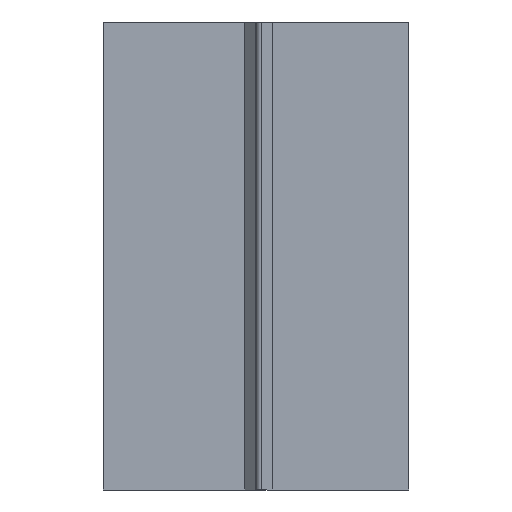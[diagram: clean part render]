
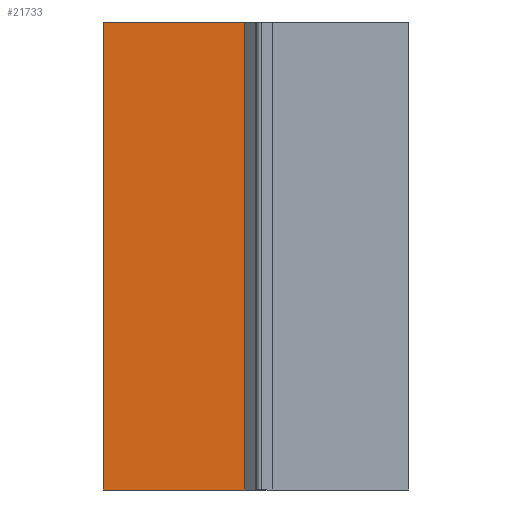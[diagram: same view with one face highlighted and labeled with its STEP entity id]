
A CAD part, front view. The second image highlights one B-rep face of the part: STEP entity #21733.
In plain terms, the highlighted planar face has unit normal (0, -1, 0).
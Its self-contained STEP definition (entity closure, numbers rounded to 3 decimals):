
#212 = VECTOR ( 'NONE', #8090, 1000. ) ;
#260 = PLANE ( 'NONE',  #7113 ) ;
#1388 = VECTOR ( 'NONE', #14422, 1000. ) ;
#2138 = EDGE_CURVE ( 'NONE', #21223, #16882, #5164, .T. ) ;
#3788 = EDGE_CURVE ( 'NONE', #10270, #21223, #10422, .T. ) ;
#5164 = LINE ( 'NONE', #20690, #18614 ) ;
#5382 = DIRECTION ( 'NONE',  ( 0., 1., 0. ) ) ;
#5601 = CARTESIAN_POINT ( 'NONE',  ( -15.245, 45.761, 2.3 ) ) ;
#5627 = CARTESIAN_POINT ( 'NONE',  ( -6.945, 45.761, -25.16 ) ) ;
#5912 = LINE ( 'NONE', #12764, #1388 ) ;
#6008 = CARTESIAN_POINT ( 'NONE',  ( -9.145, 45.761, 2.3 ) ) ;
#6913 = FACE_OUTER_BOUND ( 'NONE', #13451, .T. ) ;
#7113 = AXIS2_PLACEMENT_3D ( 'NONE', #15482, #5382, #17164 ) ;
#7907 = ORIENTED_EDGE ( 'NONE', *, *, #15978, .F. ) ;
#8090 = DIRECTION ( 'NONE',  ( 0., 0., 1. ) ) ;
#9049 = CARTESIAN_POINT ( 'NONE',  ( -6.945, 45.761, 2.3 ) ) ;
#10270 = VERTEX_POINT ( 'NONE', #5601 ) ;
#10422 = LINE ( 'NONE', #6008, #14870 ) ;
#10613 = VERTEX_POINT ( 'NONE', #11222 ) ;
#10662 = ORIENTED_EDGE ( 'NONE', *, *, #3788, .F. ) ;
#10689 = EDGE_CURVE ( 'NONE', #10613, #10270, #13215, .T. ) ;
#11222 = CARTESIAN_POINT ( 'NONE',  ( -15.245, 45.761, -25.16 ) ) ;
#11528 = ORIENTED_EDGE ( 'NONE', *, *, #2138, .F. ) ;
#12340 = DIRECTION ( 'NONE',  ( 0., 0., -1. ) ) ;
#12764 = CARTESIAN_POINT ( 'NONE',  ( -9.145, 45.761, -25.16 ) ) ;
#13215 = LINE ( 'NONE', #16488, #212 ) ;
#13451 = EDGE_LOOP ( 'NONE', ( #10662, #14044, #7907, #11528 ) ) ;
#14044 = ORIENTED_EDGE ( 'NONE', *, *, #10689, .F. ) ;
#14422 = DIRECTION ( 'NONE',  ( -1., 0., 0. ) ) ;
#14870 = VECTOR ( 'NONE', #17790, 1000. ) ;
#15482 = CARTESIAN_POINT ( 'NONE',  ( -9.145, 45.761, -15.24 ) ) ;
#15978 = EDGE_CURVE ( 'NONE', #16882, #10613, #5912, .T. ) ;
#16488 = CARTESIAN_POINT ( 'NONE',  ( -15.245, 45.761, 0. ) ) ;
#16882 = VERTEX_POINT ( 'NONE', #5627 ) ;
#17164 = DIRECTION ( 'NONE',  ( -1., 0., 0. ) ) ;
#17790 = DIRECTION ( 'NONE',  ( 1., 0., 0. ) ) ;
#18614 = VECTOR ( 'NONE', #12340, 1000. ) ;
#20690 = CARTESIAN_POINT ( 'NONE',  ( -6.945, 45.761, -15.24 ) ) ;
#21223 = VERTEX_POINT ( 'NONE', #9049 ) ;
#21733 = ADVANCED_FACE ( 'NONE', ( #6913 ), #260, .F. ) ;
